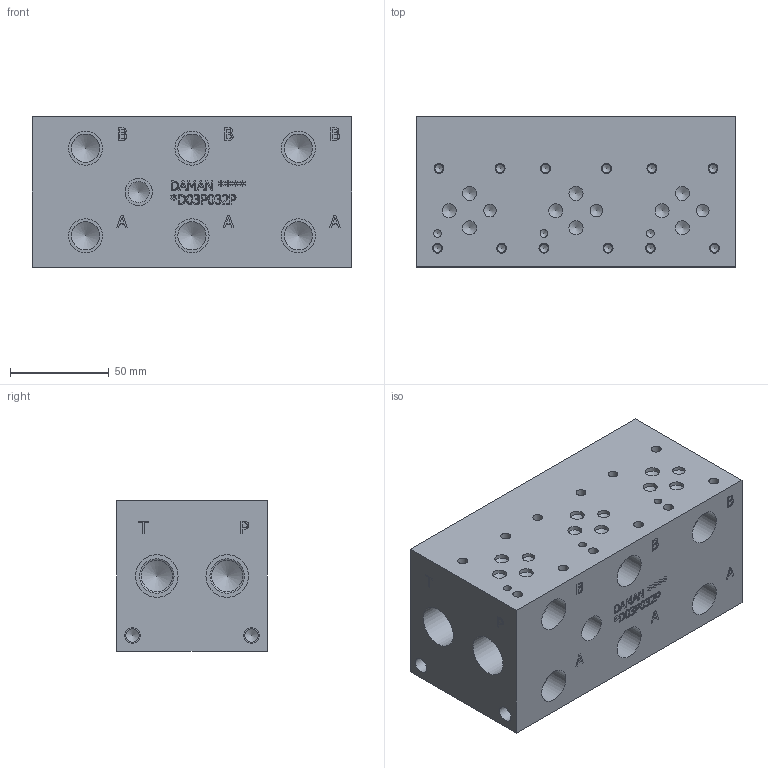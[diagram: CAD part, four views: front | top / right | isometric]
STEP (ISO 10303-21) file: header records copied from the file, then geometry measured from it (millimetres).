
FILE_DESCRIPTION(/* description */ (''),/* implementation_level */ '2;1');
FILE_NAME(/* name */ '_D03P032P.stp',/* time_stamp */ '2022-10-06T12:12:01-04:00',/* author */ ('bobbyh'),/* organization */ (''),/* preprocessor_version */ 'ST-DEVELOPER v18',/* originating_system */ 'Autodesk Inventor 2020',/* authorisation */ '');
FILE_SCHEMA (('AUTOMOTIVE_DESIGN { 1 0 10303 214 3 1 1 }'));
Length unit declared in the file: millimetre
Products named in the file (1): Part_AD03P032P_3D
Bounding box: 161.93 x 76.2 x 76.2 mm (x, y, z)
Volume: 872537.9 mm3; surface area: 79425.5 mm2
Topology: 1 solids, 1 shells, 642 faces, 1763 edges, 1197 vertices
Faces by surface type: plane 360, bspline 163, cylinder 73, cone 46
Full cylindrical faces by diameter (mm): 3.962 x3, 4.216 x12, 5.004 x12, 6.35 x3, 6.756 x4, 7.137 x9, 8.001 x4, 10.719 x1, 13.868 x1, 14.3 x6, 15.875 x4, 17.297 x6, 17.475 x4, 21.59 x4
Entity records: 21571 total; most frequent: CARTESIAN_POINT 5680, ORIENTED_EDGE 3442, DIRECTION 2616, EDGE_CURVE 1721, VERTEX_POINT 1197, LINE 1134, VECTOR 1134, EDGE_LOOP 758
